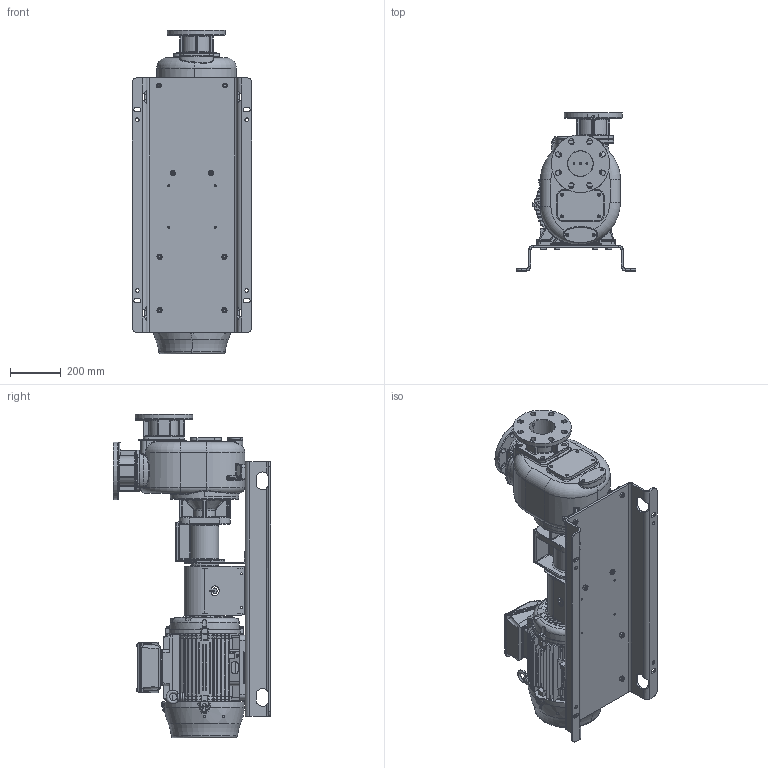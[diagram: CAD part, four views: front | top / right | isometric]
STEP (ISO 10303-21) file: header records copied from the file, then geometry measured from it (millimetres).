
FILE_DESCRIPTION((''),'2;1');
FILE_NAME('S100_B_FIT','2017-11-16T14:29:24',('Nicola'),(''),'CREO PARAMETRIC BY PTC INC, 2017110','CREO PARAMETRIC BY PTC INC, 2017110','');
FILE_SCHEMA(('CONFIG_CONTROL_DESIGN'));
Products named in the file (1): S100_B_FIT
Bounding box: 470 x 619 x 1271.85 mm (x, y, z)
Volume: 52727866.7 mm3; surface area: 4823947.5 mm2
Topology: 2 solids, 2 shells, 4709 faces, 12355 edges, 7673 vertices
Faces by surface type: cylinder 1780, plane 1561, bspline 538, cone 455, torus 244, sphere 99, extrusion 20, revolution 12
Entity records: 250478 total; most frequent: CARTESIAN_POINT 138054, ORIENTED_EDGE 24554, DIRECTION 22530, EDGE_CURVE 12277, AXIS2_PLACEMENT_3D 8699, VERTEX_POINT 7673, VECTOR 5120, LINE 5100
